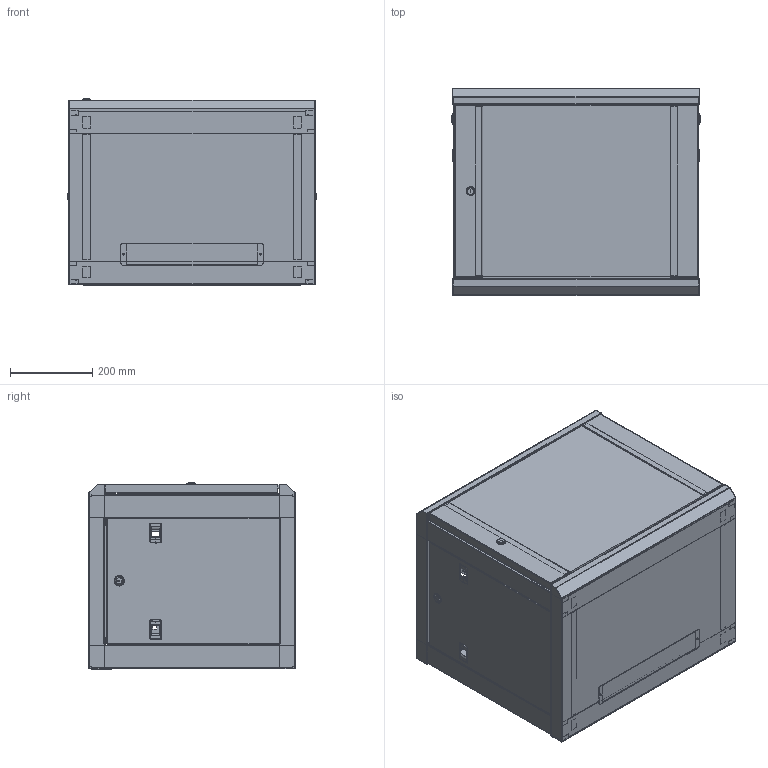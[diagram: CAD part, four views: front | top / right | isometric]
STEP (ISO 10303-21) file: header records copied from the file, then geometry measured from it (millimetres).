
FILE_DESCRIPTION (( 'STEP AP214' ), '1' );
FILE_NAME ('LC-SMA6409_3D.step', '2024-08-30T21:08:50', ( '' ), ( '' ), 'SwSTEP 2.0', 'SolidWorks 2022', '' );
FILE_SCHEMA (( 'AUTOMOTIVE_DESIGN' ));
Length unit declared in the file: millimetre
Products named in the file (39): Bottom Cover 450 mm^base pnl assy_LC-SMA6409; Copy of Frame Part1_MIR1^Frame Assy_LC-SMA6409; Back Pl^LC-SMA6409; int lock-wshr, lock^door lock_Side Pnl Assy_LC-SMA6409; latch, lock^door lock_door assy_LC-SMA6409; Frame Assy^LC-SMA6409; door wshr^LC-SMA6409; Copy of Frame Part2^Frame Assy_LC-SMA6409; LC-SMA6409_3D; top cover assy^LC-SMA6409; cylinder, lock^door lock_door assy_LC-SMA6409; Hz Beam^LC-SMA6409; door frame with lock^door assy_LC-SMA6409; door lock^Side Pnl Assy_LC-SMA6409; Side Panel^Side Pnl Assy_LC-SMA6409; screw, Lock^door lock_Side Pnl Assy_LC-SMA6409; nut, lock^door lock_door assy_LC-SMA6409; Side Pnl Assy^LC-SMA6409; door frame^door assy_LC-SMA6409; door assy^LC-SMA6409; Top Cover 450 mm^top cover assy_LC-SMA6409; wshr, lock^door lock_door assy_LC-SMA6409; Copy of Frame Part1_MIR1_MIR^Frame Assy_LC-SMA6409; Vt Mtg Rails^LC-SMA6409; Copy of Frame Part2_MIR^Frame Assy_LC-SMA6409; base pnl assy^LC-SMA6409; cable mgmt plate^top cover assy_LC-SMA6409; wshr, lock^door lock_Side Pnl Assy_LC-SMA6409; Side Panel Latch^Side Pnl Assy_LC-SMA6409; door lock^door assy_LC-SMA6409; nut, lock^door lock_Side Pnl Assy_LC-SMA6409; int lock-wshr, lock^door lock_door assy_LC-SMA6409; cylinder, lock^door lock_Side Pnl Assy_LC-SMA6409; Glass Panel^door assy_LC-SMA6409; cable mgmt plate^base pnl assy_LC-SMA6409; screw, Lock^door lock_door assy_LC-SMA6409; L Brkt^LC-SMA6409; Wall Mtg Pl^LC-SMA6409; latch, lock^door lock_Side Pnl Assy_LC-SMA6409
Assembly tree (48 placements, depth 4):
  LC-SMA6409_3D
    base pnl assy^LC-SMA6409
      Bottom Cover 450 mm^base pnl assy_LC-SMA6409
      cable mgmt plate^base pnl assy_LC-SMA6409
    Hz Beam^LC-SMA6409  x4
    Vt Mtg Rails^LC-SMA6409  x4
    L Brkt^LC-SMA6409  x2
    Side Pnl Assy^LC-SMA6409  x2
      Side Panel^Side Pnl Assy_LC-SMA6409
      Side Panel Latch^Side Pnl Assy_LC-SMA6409
      door lock^Side Pnl Assy_LC-SMA6409
        cylinder, lock^door lock_Side Pnl Assy_LC-SMA6409
        latch, lock^door lock_Side Pnl Assy_LC-SMA6409
        nut, lock^door lock_Side Pnl Assy_LC-SMA6409
        wshr, lock^door lock_Side Pnl Assy_LC-SMA6409
        int lock-wshr, lock^door lock_Side Pnl Assy_LC-SMA6409
        screw, Lock^door lock_Side Pnl Assy_LC-SMA6409
    Frame Assy^LC-SMA6409  x2
      Copy of Frame Part2^Frame Assy_LC-SMA6409
      Copy of Frame Part2_MIR^Frame Assy_LC-SMA6409
      Copy of Frame Part1_MIR1^Frame Assy_LC-SMA6409
      Copy of Frame Part1_MIR1_MIR^Frame Assy_LC-SMA6409
    Back Pl^LC-SMA6409
    Wall Mtg Pl^LC-SMA6409
    door wshr^LC-SMA6409
    door assy^LC-SMA6409
      door frame with lock^door assy_LC-SMA6409
      Glass Panel^door assy_LC-SMA6409
      door frame^door assy_LC-SMA6409
      door lock^door assy_LC-SMA6409
        cylinder, lock^door lock_door assy_LC-SMA6409
        latch, lock^door lock_door assy_LC-SMA6409
        nut, lock^door lock_door assy_LC-SMA6409
        wshr, lock^door lock_door assy_LC-SMA6409
        int lock-wshr, lock^door lock_door assy_LC-SMA6409
        screw, Lock^door lock_door assy_LC-SMA6409
    top cover assy^LC-SMA6409
      Top Cover 450 mm^top cover assy_LC-SMA6409
      cable mgmt plate^top cover assy_LC-SMA6409
Bounding box: 605.57 x 504.6 x 455.44 mm (x, y, z)
Volume: 2818697.1 mm3; surface area: 4697884.9 mm2
Topology: 51 solids, 55 shells, 3635 faces, 10237 edges, 6701 vertices
Faces by surface type: plane 2503, cylinder 1010, bspline 68, cone 54
Entity records: 82770 total; most frequent: CARTESIAN_POINT 13200, ORIENTED_EDGE 10529, DIRECTION 10362, EDGE_CURVE 5274, VECTOR 3672, LINE 3672, VERTEX_POINT 3447, AXIS2_PLACEMENT_3D 3345
